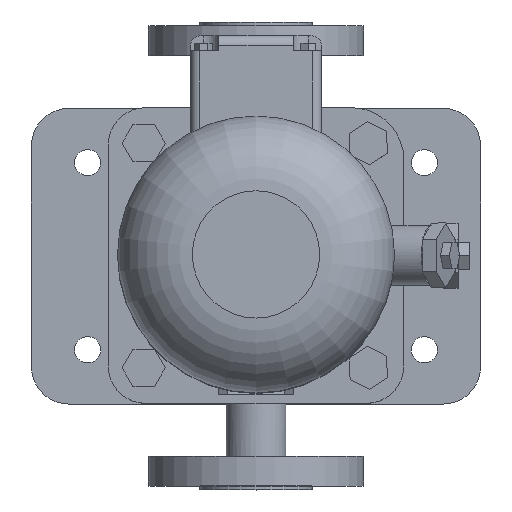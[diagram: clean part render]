
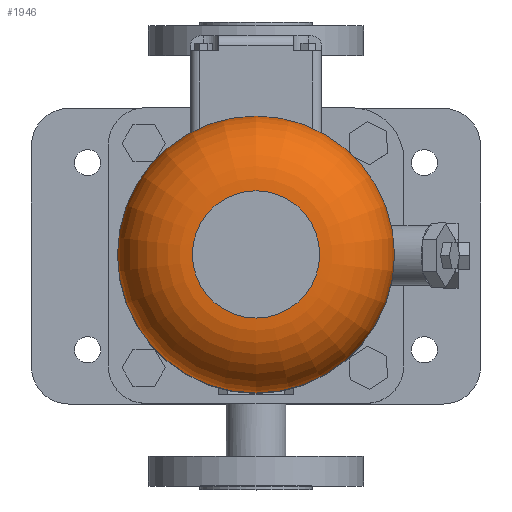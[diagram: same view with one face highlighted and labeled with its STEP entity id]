
A CAD part, top view. The second image highlights one B-rep face of the part: STEP entity #1946.
In plain terms, the highlighted toroidal (fillet/blend) face has major radius 34 mm and minor radius 40 mm.
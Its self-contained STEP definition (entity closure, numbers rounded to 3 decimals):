
#1946=ADVANCED_FACE('',(#7755,#7757),#7759,.T.);
#7755=FACE_OUTER_BOUND('',#7756,.T.);
#7756=EDGE_LOOP('',(#11309));
#7757=FACE_OUTER_BOUND('',#7758,.T.);
#7758=EDGE_LOOP('',(#11310));
#7759=DEGENERATE_TOROIDAL_SURFACE('',#7760,34.,40.,.T.);
#7760=AXIS2_PLACEMENT_3D('',#7761,#7762,#7763);
#7761=CARTESIAN_POINT('',(0.,0.,517.));
#7762=DIRECTION('',(0.,0.,-1.));
#7763=DIRECTION('',(0.,1.,0.));
#11309=ORIENTED_EDGE('',*,*,#13267,.F.);
#11310=ORIENTED_EDGE('',*,*,#13363,.T.);
#13267=EDGE_CURVE('',#15117,#15117,#15118,.T.);
#13363=EDGE_CURVE('',#15215,#15215,#15216,.T.);
#15117=VERTEX_POINT('',#18794);
#15118=CIRCLE('',#18795,74.);
#15215=VERTEX_POINT('',#19086);
#15216=CIRCLE('',#19087,34.);
#18794=CARTESIAN_POINT('',(0.,74.,517.));
#18795=AXIS2_PLACEMENT_3D('',#18796,#18797,#18798);
#18796=CARTESIAN_POINT('',(0.,0.,517.));
#18797=DIRECTION('',(0.,0.,-1.));
#18798=DIRECTION('',(0.,1.,0.));
#19086=CARTESIAN_POINT('',(0.,34.,557.));
#19087=AXIS2_PLACEMENT_3D('',#19088,#19089,#19090);
#19088=CARTESIAN_POINT('',(0.,0.,557.));
#19089=DIRECTION('',(0.,0.,-1.));
#19090=DIRECTION('',(0.,1.,0.));
